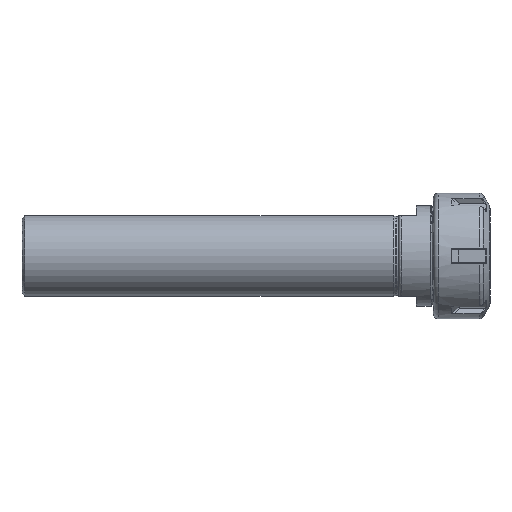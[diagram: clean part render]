
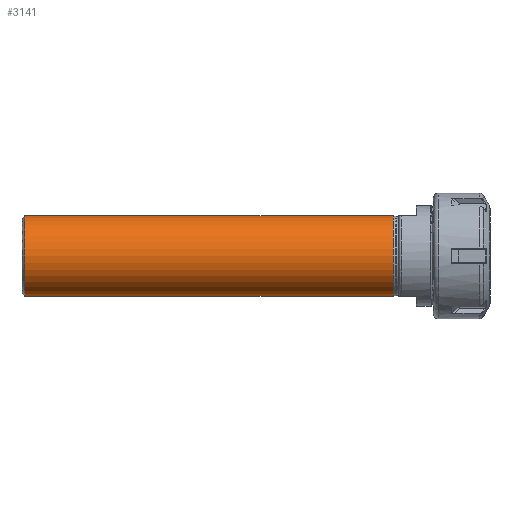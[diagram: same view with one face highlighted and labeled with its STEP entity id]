
A CAD part, front view. The second image highlights one B-rep face of the part: STEP entity #3141.
In plain terms, the highlighted cylindrical face has radius 16 mm (diameter 32 mm), a partial arc.
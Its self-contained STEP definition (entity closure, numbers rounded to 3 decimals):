
#1462 = AXIS2_PLACEMENT_3D ( 'NONE', #19429, #19351, #19354 ) ;
#2439 = EDGE_CURVE ( 'NONE', #9889, #9859, #14952, .T. ) ;
#3141 = ADVANCED_FACE ( 'NONE', ( #15201 ), #15233, .T. ) ;
#3580 = ORIENTED_EDGE ( 'NONE', *, *, #4477, .T. ) ;
#3589 = ORIENTED_EDGE ( 'NONE', *, *, #2439, .F. ) ;
#3619 = ORIENTED_EDGE ( 'NONE', *, *, #4019, .T. ) ;
#3623 = ORIENTED_EDGE ( 'NONE', *, *, #14823, .F. ) ;
#3994 = AXIS2_PLACEMENT_3D ( 'NONE', #23134, #23093, #23061 ) ;
#4019 = EDGE_CURVE ( 'NONE', #10072, #9864, #14308, .T. ) ;
#4317 = AXIS2_PLACEMENT_3D ( 'NONE', #6243, #6264, #6275 ) ;
#4477 = EDGE_CURVE ( 'NONE', #9864, #9859, #24229, .T. ) ;
#5626 = CARTESIAN_POINT ( 'NONE',  ( -45.243, 0., -16. ) ) ;
#5640 = DIRECTION ( 'NONE',  ( -1., 0., 0. ) ) ;
#6243 = CARTESIAN_POINT ( 'NONE',  ( 1., 0., 0. ) ) ;
#6264 = DIRECTION ( 'NONE',  ( -1., 0., 0. ) ) ;
#6275 = DIRECTION ( 'NONE',  ( 0., 0., 1. ) ) ;
#9859 = VERTEX_POINT ( 'NONE', #16467 ) ;
#9864 = VERTEX_POINT ( 'NONE', #16407 ) ;
#9889 = VERTEX_POINT ( 'NONE', #16476 ) ;
#10072 = VERTEX_POINT ( 'NONE', #15562 ) ;
#14308 = CIRCLE ( 'NONE', #1462, 16. ) ;
#14805 = EDGE_LOOP ( 'NONE', ( #3623, #3619, #3580, #3589 ) ) ;
#14823 = EDGE_CURVE ( 'NONE', #10072, #9889, #24367, .T. ) ;
#14952 = CIRCLE ( 'NONE', #4317, 16. ) ;
#15201 = FACE_OUTER_BOUND ( 'NONE', #14805, .T. ) ;
#15233 = CYLINDRICAL_SURFACE ( 'NONE', #3994, 16. ) ;
#15562 = CARTESIAN_POINT ( 'NONE',  ( 147.78, 0., -16. ) ) ;
#16085 = CARTESIAN_POINT ( 'NONE',  ( -45.243, 0., 16. ) ) ;
#16093 = DIRECTION ( 'NONE',  ( -1., 0., 0. ) ) ;
#16407 = CARTESIAN_POINT ( 'NONE',  ( 147.78, 0., 16. ) ) ;
#16467 = CARTESIAN_POINT ( 'NONE',  ( 1., 0., 16. ) ) ;
#16476 = CARTESIAN_POINT ( 'NONE',  ( 1., 0., -16. ) ) ;
#19351 = DIRECTION ( 'NONE',  ( -1., 0., 0. ) ) ;
#19354 = DIRECTION ( 'NONE',  ( 0., 0., 1. ) ) ;
#19429 = CARTESIAN_POINT ( 'NONE',  ( 147.78, 0., 0. ) ) ;
#23061 = DIRECTION ( 'NONE',  ( 0., 0., 1. ) ) ;
#23093 = DIRECTION ( 'NONE',  ( -1., 0., 0. ) ) ;
#23134 = CARTESIAN_POINT ( 'NONE',  ( -45.243, 0., 0. ) ) ;
#24229 = LINE ( 'NONE', #16085, #24233 ) ;
#24233 = VECTOR ( 'NONE', #16093, 1000. ) ;
#24367 = LINE ( 'NONE', #5626, #24375 ) ;
#24375 = VECTOR ( 'NONE', #5640, 1000. ) ;
